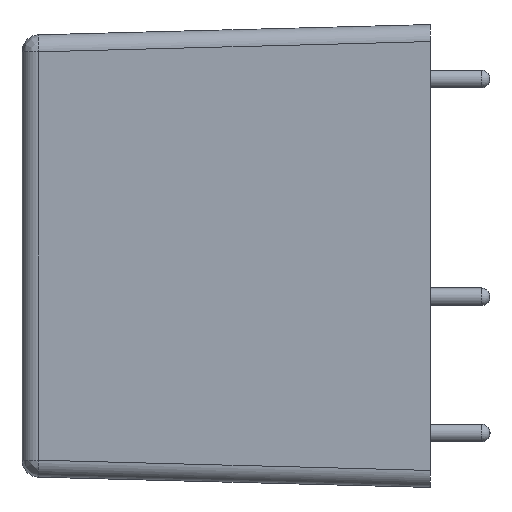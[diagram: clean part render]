
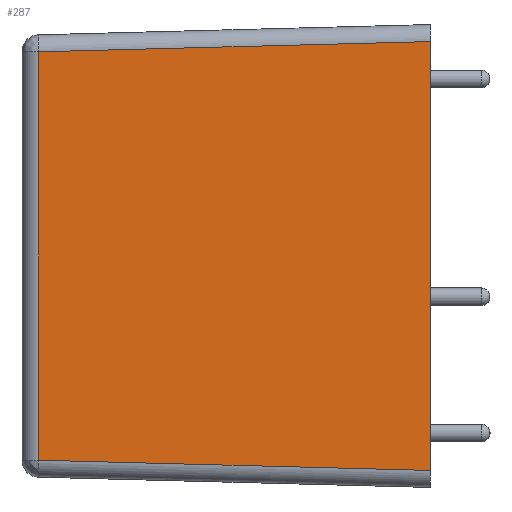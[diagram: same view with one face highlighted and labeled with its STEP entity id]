
A CAD part, left-side view. The second image highlights one B-rep face of the part: STEP entity #287.
In plain terms, the highlighted planar face has unit normal (1, -0.026, 0).
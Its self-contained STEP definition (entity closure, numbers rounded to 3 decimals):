
#13 = ORIENTED_EDGE ( 'NONE', *, *, #361, .F. ) ;
#67 = VERTEX_POINT ( 'NONE', #1398 ) ;
#104 = CARTESIAN_POINT ( 'NONE',  ( -25.445, 23.026, -13.362 ) ) ;
#149 = DIRECTION ( 'NONE',  ( -0.026, -1., 0. ) ) ;
#175 = CARTESIAN_POINT ( 'NONE',  ( -26.048, 0., 12.838 ) ) ;
#216 = VERTEX_POINT ( 'NONE', #223 ) ;
#218 = ORIENTED_EDGE ( 'NONE', *, *, #1021, .F. ) ;
#223 = CARTESIAN_POINT ( 'NONE',  ( -25.445, 23.026, 12.235 ) ) ;
#287 = ADVANCED_FACE ( 'NONE', ( #1407 ), #971, .F. ) ;
#315 = DIRECTION ( 'NONE',  ( -1., 0.026, 0. ) ) ;
#320 = CARTESIAN_POINT ( 'NONE',  ( -26.048, 0., -12.363 ) ) ;
#324 = DIRECTION ( 'NONE',  ( -0.026, -0.999, -0.026 ) ) ;
#361 = EDGE_CURVE ( 'NONE', #692, #591, #1026, .T. ) ;
#415 = CARTESIAN_POINT ( 'NONE',  ( -25.445, 23.026, -11.76 ) ) ;
#433 = LINE ( 'NONE', #415, #1038 ) ;
#448 = VECTOR ( 'NONE', #864, 1000. ) ;
#513 = ORIENTED_EDGE ( 'NONE', *, *, #1105, .F. ) ;
#591 = VERTEX_POINT ( 'NONE', #175 ) ;
#594 = VECTOR ( 'NONE', #1295, 1000. ) ;
#628 = AXIS2_PLACEMENT_3D ( 'NONE', #1029, #315, #149 ) ;
#692 = VERTEX_POINT ( 'NONE', #320 ) ;
#700 = CARTESIAN_POINT ( 'NONE',  ( -26.048, 0., 0.238 ) ) ;
#864 = DIRECTION ( 'NONE',  ( 0., 0., 1. ) ) ;
#910 = EDGE_CURVE ( 'NONE', #591, #216, #1195, .T. ) ;
#963 = ORIENTED_EDGE ( 'NONE', *, *, #910, .F. ) ;
#971 = PLANE ( 'NONE',  #628 ) ;
#974 = LINE ( 'NONE', #104, #1261 ) ;
#1021 = EDGE_CURVE ( 'NONE', #67, #692, #433, .T. ) ;
#1026 = LINE ( 'NONE', #700, #448 ) ;
#1029 = CARTESIAN_POINT ( 'NONE',  ( -26.048, 0., -13.362 ) ) ;
#1038 = VECTOR ( 'NONE', #324, 1000. ) ;
#1105 = EDGE_CURVE ( 'NONE', #216, #67, #974, .T. ) ;
#1172 = CARTESIAN_POINT ( 'NONE',  ( -26.048, 0., 12.838 ) ) ;
#1195 = LINE ( 'NONE', #1172, #594 ) ;
#1261 = VECTOR ( 'NONE', #1530, 1000. ) ;
#1295 = DIRECTION ( 'NONE',  ( 0.026, 0.999, -0.026 ) ) ;
#1398 = CARTESIAN_POINT ( 'NONE',  ( -25.445, 23.026, -11.76 ) ) ;
#1407 = FACE_OUTER_BOUND ( 'NONE', #1466, .T. ) ;
#1466 = EDGE_LOOP ( 'NONE', ( #13, #218, #513, #963 ) ) ;
#1530 = DIRECTION ( 'NONE',  ( 0., 0., -1. ) ) ;
